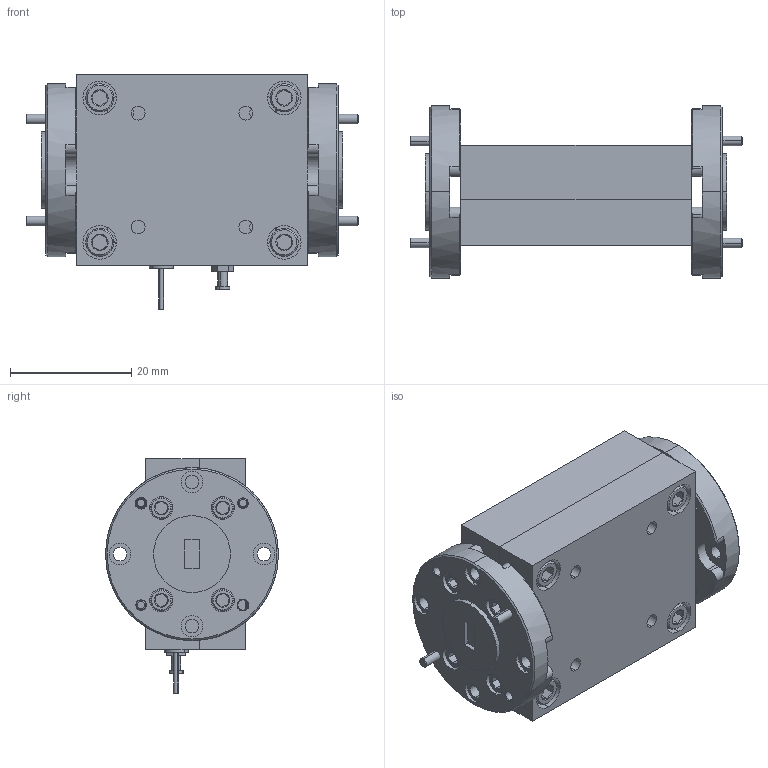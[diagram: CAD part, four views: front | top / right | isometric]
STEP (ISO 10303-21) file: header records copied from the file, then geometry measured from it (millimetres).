
FILE_DESCRIPTION (( 'STEP AP203' ), '1' );
FILE_NAME ('SBL-4036033080-1919-E1.STEP', '2018-08-29T17:02:36', ( '' ), ( '' ), 'SwSTEP 2.0', 'SolidWorks 2016', '' );
FILE_SCHEMA (( 'CONFIG_CONTROL_DESIGN' ));
Length unit declared in the file: inch
Products named in the file (1): SBL-4036033080-1919-E1
Bounding box: 54.86 x 28.57 x 38.73 mm (x, y, z)
Surface area: 10735.5 mm2 (no closed solid volume)
Topology: 0 solids, 32 shells, 588 faces, 1498 edges, 962 vertices
Faces by surface type: plane 242, cylinder 178, cone 168
Entity records: 18303 total; most frequent: CARTESIAN_POINT 3995, DIRECTION 3087, ORIENTED_EDGE 2762, EDGE_CURVE 1490, AXIS2_PLACEMENT_3D 1214, VERTEX_POINT 962, EDGE_LOOP 696, LINE 659
